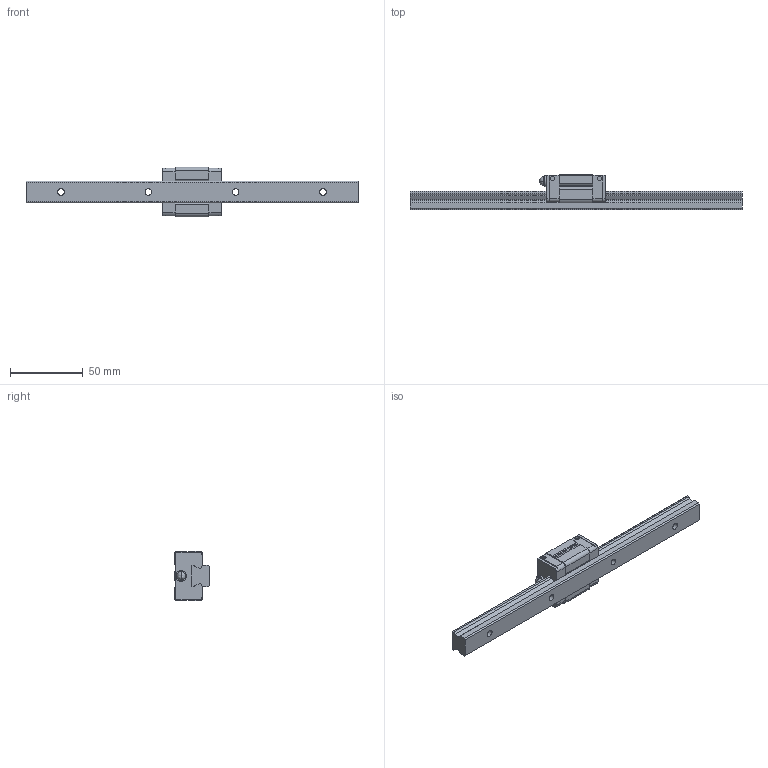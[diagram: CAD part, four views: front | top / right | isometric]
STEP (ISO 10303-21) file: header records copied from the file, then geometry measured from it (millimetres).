
FILE_DESCRIPTION( ( '' ), '1' );
FILE_NAME( 'ssr15xv1ss228240pb1021b93_85000_2_03.stp', '2011-10-25T01:18:06', ( '' ), ( '' ), ' ', ' ', ' ' );
FILE_SCHEMA( ( 'CONFIG_CONTROL_DESIGN' ) );
Length unit declared in the file: millimetre
Products named in the file (3): 1; 2; 3
Bounding box: 228 x 24 x 34 mm (x, y, z)
Volume: 58559.3 mm3; surface area: 20985.7 mm2
Topology: 3 solids, 3 shells, 177 faces, 465 edges, 300 vertices
Faces by surface type: plane 109, cylinder 58, cone 8, sphere 2
Entity records: 5538 total; most frequent: DIRECTION 948, CARTESIAN_POINT 937, ORIENTED_EDGE 914, EDGE_CURVE 457, LINE 326, VECTOR 326, AXIS2_PLACEMENT_3D 311, VERTEX_POINT 300
